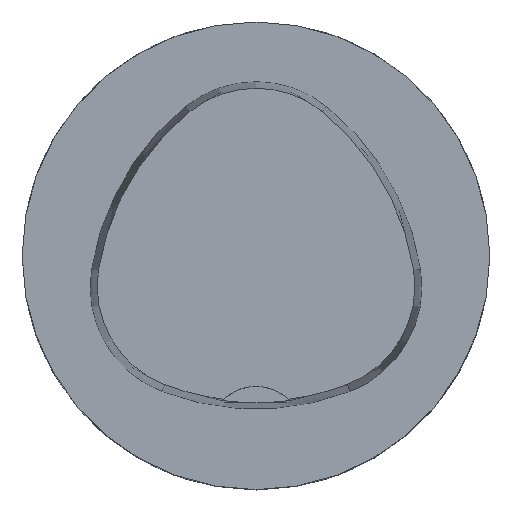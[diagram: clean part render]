
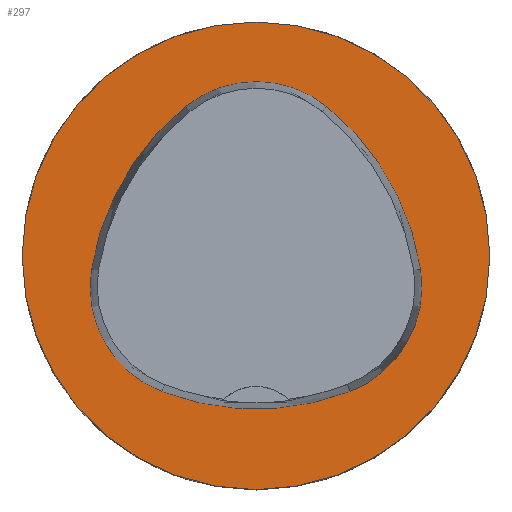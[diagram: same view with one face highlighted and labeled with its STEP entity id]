
A CAD part, top view. The second image highlights one B-rep face of the part: STEP entity #297.
In plain terms, the highlighted planar face has unit normal (0, 0, 1).
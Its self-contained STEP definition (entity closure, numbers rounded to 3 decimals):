
#135=FACE_BOUND('',#508,.T.);
#136=FACE_BOUND('',#509,.T.);
#175=PLANE('',#1960);
#297=ADVANCED_FACE('',(#135,#136),#175,.T.);
#508=EDGE_LOOP('',(#948,#949,#950,#951,#952,#953));
#509=EDGE_LOOP('',(#954));
#565=CIRCLE('',#1932,25.);
#566=CIRCLE('',#1938,28.);
#568=CIRCLE('',#1941,12.);
#570=CIRCLE('',#1944,28.);
#572=CIRCLE('',#1947,12.);
#576=CIRCLE('',#1952,28.);
#578=CIRCLE('',#1955,12.);
#948=ORIENTED_EDGE('',*,*,#1429,.T.);
#949=ORIENTED_EDGE('',*,*,#1409,.T.);
#950=ORIENTED_EDGE('',*,*,#1413,.T.);
#951=ORIENTED_EDGE('',*,*,#1416,.T.);
#952=ORIENTED_EDGE('',*,*,#1419,.T.);
#953=ORIENTED_EDGE('',*,*,#1427,.T.);
#954=ORIENTED_EDGE('',*,*,#1400,.F.);
#1189=VERTEX_POINT('',#3084);
#1198=VERTEX_POINT('',#3103);
#1199=VERTEX_POINT('',#3104);
#1202=VERTEX_POINT('',#3112);
#1204=VERTEX_POINT('',#3118);
#1206=VERTEX_POINT('',#3124);
#1213=VERTEX_POINT('',#3145);
#1400=EDGE_CURVE('',#1189,#1189,#565,.T.);
#1409=EDGE_CURVE('',#1198,#1199,#566,.T.);
#1413=EDGE_CURVE('',#1199,#1202,#568,.T.);
#1416=EDGE_CURVE('',#1202,#1204,#570,.T.);
#1419=EDGE_CURVE('',#1204,#1206,#572,.T.);
#1427=EDGE_CURVE('',#1206,#1213,#576,.T.);
#1429=EDGE_CURVE('',#1213,#1198,#578,.T.);
#1932=AXIS2_PLACEMENT_3D('',#3083,#2342,#2343);
#1938=AXIS2_PLACEMENT_3D('',#3102,#2358,#2359);
#1941=AXIS2_PLACEMENT_3D('',#3111,#2366,#2367);
#1944=AXIS2_PLACEMENT_3D('',#3117,#2373,#2374);
#1947=AXIS2_PLACEMENT_3D('',#3123,#2380,#2381);
#1952=AXIS2_PLACEMENT_3D('',#3146,#2392,#2393);
#1955=AXIS2_PLACEMENT_3D('',#3149,#2398,#2399);
#1960=AXIS2_PLACEMENT_3D('',#3154,#2408,#2409);
#2342=DIRECTION('',(0.,0.,-1.));
#2343=DIRECTION('',(-1.,0.,0.));
#2358=DIRECTION('',(0.,0.,-1.));
#2359=DIRECTION('',(-1.,0.,0.));
#2366=DIRECTION('',(0.,0.,-1.));
#2367=DIRECTION('',(-1.,0.,0.));
#2373=DIRECTION('',(0.,0.,-1.));
#2374=DIRECTION('',(-1.,0.,0.));
#2380=DIRECTION('',(0.,0.,-1.));
#2381=DIRECTION('',(-1.,0.,0.));
#2392=DIRECTION('',(0.,0.,-1.));
#2393=DIRECTION('',(-1.,0.,0.));
#2398=DIRECTION('',(0.,0.,-1.));
#2399=DIRECTION('',(-1.,0.,0.));
#2408=DIRECTION('',(0.,0.,1.));
#2409=DIRECTION('',(1.,0.,0.));
#3083=CARTESIAN_POINT('',(0.,0.,0.));
#3084=CARTESIAN_POINT('',(-25.,0.,0.));
#3102=CARTESIAN_POINT('',(10.068,-5.824,0.));
#3103=CARTESIAN_POINT('',(-17.584,-1.424,0.));
#3104=CARTESIAN_POINT('',(-7.531,15.953,0.));
#3111=CARTESIAN_POINT('',(0.011,6.62,0.));
#3112=CARTESIAN_POINT('',(7.567,15.942,0.));
#3117=CARTESIAN_POINT('',(-10.063,-5.81,0.));
#3118=CARTESIAN_POINT('',(17.59,-1.418,0.));
#3123=CARTESIAN_POINT('',(5.739,-3.3,0.));
#3124=CARTESIAN_POINT('',(10.05,-14.499,0.));
#3145=CARTESIAN_POINT('',(-10.025,-14.516,0.));
#3146=CARTESIAN_POINT('',(-0.01,11.631,0.));
#3149=CARTESIAN_POINT('',(-5.733,-3.31,0.));
#3154=CARTESIAN_POINT('',(0.,0.,0.));
